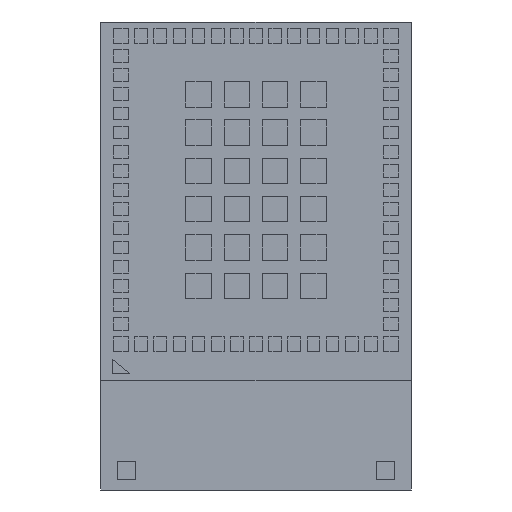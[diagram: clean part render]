
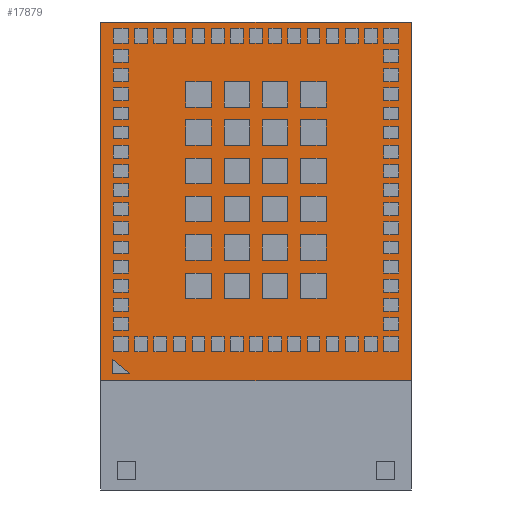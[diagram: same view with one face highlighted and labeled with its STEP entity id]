
A CAD part, front view. The second image highlights one B-rep face of the part: STEP entity #17879.
In plain terms, the highlighted planar face has unit normal (0, -1, 0).
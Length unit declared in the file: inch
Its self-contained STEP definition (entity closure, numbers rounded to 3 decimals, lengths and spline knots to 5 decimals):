
#164 = LINE ( 'NONE', #6987, #6371 ) ;
#286 = CARTESIAN_POINT ( 'NONE',  ( 0., 0.00197, -0.1086 ) ) ;
#710 = LINE ( 'NONE', #23884, #23308 ) ;
#1223 = CARTESIAN_POINT ( 'NONE',  ( -0.13287, 0.00197, 0. ) ) ;
#1421 = VECTOR ( 'NONE', #26239, 39.37008 ) ;
#1938 = DIRECTION ( 'NONE',  ( 1., 0., 0. ) ) ;
#2608 = EDGE_LOOP ( 'NONE', ( #22001, #28730, #18227, #18180 ) ) ;
#3327 = VERTEX_POINT ( 'NONE', #4437 ) ;
#3859 = FACE_OUTER_BOUND ( 'NONE', #2608, .T. ) ;
#3902 = CARTESIAN_POINT ( 'NONE',  ( -0.1437, 0.00197, 0.21654 ) ) ;
#4417 = CARTESIAN_POINT ( 'NONE',  ( -0.1437, 0.00197, 0.21654 ) ) ;
#4437 = CARTESIAN_POINT ( 'NONE',  ( -0.11713, 0.00197, -0.1086 ) ) ;
#4490 = EDGE_CURVE ( 'NONE', #27019, #3327, #6958, .T. ) ;
#4887 = CARTESIAN_POINT ( 'NONE',  ( -0.13287, 0.00197, -0.09561 ) ) ;
#5623 = VERTEX_POINT ( 'NONE', #6479 ) ;
#6371 = VECTOR ( 'NONE', #16062, 39.37008 ) ;
#6479 = CARTESIAN_POINT ( 'NONE',  ( 0.1437, 0.00197, 0.21654 ) ) ;
#6958 = LINE ( 'NONE', #286, #12425 ) ;
#6987 = CARTESIAN_POINT ( 'NONE',  ( -0.11713, 0.00197, -0.1086 ) ) ;
#8229 = PLANE ( 'NONE',  #12616 ) ;
#9020 = ORIENTED_EDGE ( 'NONE', *, *, #4490, .F. ) ;
#9473 = VERTEX_POINT ( 'NONE', #3902 ) ;
#10149 = CARTESIAN_POINT ( 'NONE',  ( -0.13287, 0.00197, -0.1086 ) ) ;
#10976 = CARTESIAN_POINT ( 'NONE',  ( -0.1437, 0.00197, -0.11563 ) ) ;
#11674 = VERTEX_POINT ( 'NONE', #10976 ) ;
#11879 = EDGE_CURVE ( 'NONE', #18844, #5623, #16891, .T. ) ;
#12197 = EDGE_CURVE ( 'NONE', #18844, #11674, #27136, .T. ) ;
#12425 = VECTOR ( 'NONE', #1938, 39.37008 ) ;
#12616 = AXIS2_PLACEMENT_3D ( 'NONE', #17481, #26873, #22178 ) ;
#12726 = LINE ( 'NONE', #1223, #1421 ) ;
#12917 = VECTOR ( 'NONE', #19895, 39.37008 ) ;
#14996 = VERTEX_POINT ( 'NONE', #4887 ) ;
#15045 = CARTESIAN_POINT ( 'NONE',  ( 0.1437, 0.00197, -0.21654 ) ) ;
#16062 = DIRECTION ( 'NONE',  ( -0.771, 0., 0.636 ) ) ;
#16157 = ORIENTED_EDGE ( 'NONE', *, *, #18325, .F. ) ;
#16335 = DIRECTION ( 'NONE',  ( -1., 0., 0. ) ) ;
#16532 = LINE ( 'NONE', #4417, #25172 ) ;
#16891 = LINE ( 'NONE', #15045, #20170 ) ;
#16923 = EDGE_CURVE ( 'NONE', #14996, #27019, #12726, .T. ) ;
#17481 = CARTESIAN_POINT ( 'NONE',  ( 0., 0.00197, 0. ) ) ;
#17782 = FACE_BOUND ( 'NONE', #26614, .T. ) ;
#17879 = ADVANCED_FACE ( 'NONE', ( #3859, #17782 ), #8229, .F. ) ;
#18180 = ORIENTED_EDGE ( 'NONE', *, *, #12197, .F. ) ;
#18227 = ORIENTED_EDGE ( 'NONE', *, *, #19439, .T. ) ;
#18325 = EDGE_CURVE ( 'NONE', #3327, #14996, #164, .T. ) ;
#18844 = VERTEX_POINT ( 'NONE', #24021 ) ;
#19439 = EDGE_CURVE ( 'NONE', #9473, #11674, #16532, .T. ) ;
#19895 = DIRECTION ( 'NONE',  ( -1., 0., 0. ) ) ;
#20170 = VECTOR ( 'NONE', #26138, 39.37008 ) ;
#20505 = DIRECTION ( 'NONE',  ( 0., 0., -1. ) ) ;
#22001 = ORIENTED_EDGE ( 'NONE', *, *, #11879, .T. ) ;
#22178 = DIRECTION ( 'NONE',  ( 0., 0., 1. ) ) ;
#22444 = CARTESIAN_POINT ( 'NONE',  ( 0., 0.00197, -0.11563 ) ) ;
#23308 = VECTOR ( 'NONE', #16335, 39.37008 ) ;
#23884 = CARTESIAN_POINT ( 'NONE',  ( 0.1437, 0.00197, 0.21654 ) ) ;
#24021 = CARTESIAN_POINT ( 'NONE',  ( 0.1437, 0.00197, -0.11563 ) ) ;
#25172 = VECTOR ( 'NONE', #20505, 39.37008 ) ;
#26138 = DIRECTION ( 'NONE',  ( 0., 0., 1. ) ) ;
#26239 = DIRECTION ( 'NONE',  ( 0., 0., -1. ) ) ;
#26400 = EDGE_CURVE ( 'NONE', #5623, #9473, #710, .T. ) ;
#26614 = EDGE_LOOP ( 'NONE', ( #16157, #9020, #29440 ) ) ;
#26873 = DIRECTION ( 'NONE',  ( 0., 1., 0. ) ) ;
#27019 = VERTEX_POINT ( 'NONE', #10149 ) ;
#27136 = LINE ( 'NONE', #22444, #12917 ) ;
#28730 = ORIENTED_EDGE ( 'NONE', *, *, #26400, .T. ) ;
#29440 = ORIENTED_EDGE ( 'NONE', *, *, #16923, .F. ) ;
